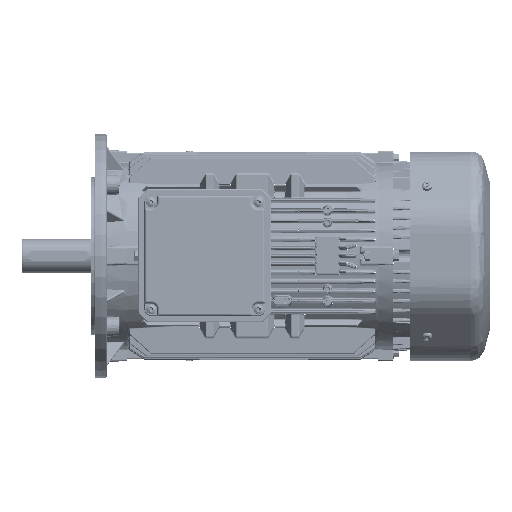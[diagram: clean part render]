
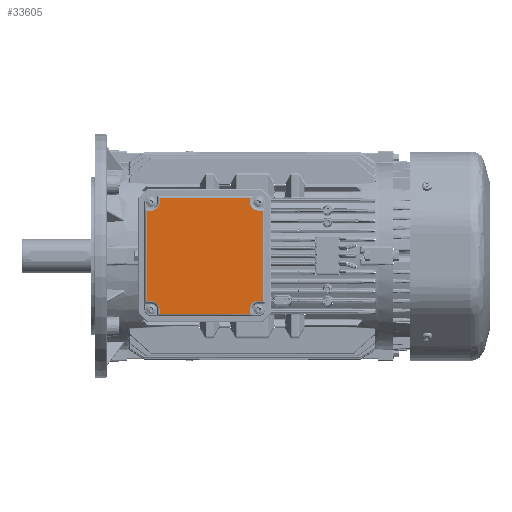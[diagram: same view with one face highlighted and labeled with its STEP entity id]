
A CAD part, top view. The second image highlights one B-rep face of the part: STEP entity #33605.
In plain terms, the highlighted planar face has unit normal (0, 0, 1).
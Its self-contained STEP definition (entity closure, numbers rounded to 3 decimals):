
#17484=LINE('',#232426,#23911);
#17485=LINE('',#232439,#23912);
#17486=LINE('',#232444,#23913);
#17487=LINE('',#232446,#23914);
#17488=LINE('',#232448,#23915);
#17489=LINE('',#232452,#23916);
#17490=LINE('',#232453,#23917);
#17491=LINE('',#232457,#23918);
#17492=LINE('',#232459,#23919);
#17493=LINE('',#232461,#23920);
#17494=LINE('',#232465,#23921);
#17495=LINE('',#232467,#23922);
#23911=VECTOR('',#152929,1.);
#23912=VECTOR('',#152932,1.);
#23913=VECTOR('',#152935,1.);
#23914=VECTOR('',#152936,1.);
#23915=VECTOR('',#152937,1.);
#23916=VECTOR('',#152940,1.);
#23917=VECTOR('',#152941,1.);
#23918=VECTOR('',#152944,1.);
#23919=VECTOR('',#152945,1.);
#23920=VECTOR('',#152946,1.);
#23921=VECTOR('',#152949,1.);
#23922=VECTOR('',#152950,1.);
#33605=ADVANCED_FACE('',(#41653),#35618,.T.);
#35618=PLANE('',#127291);
#41653=FACE_OUTER_BOUND('',#48370,.T.);
#48370=EDGE_LOOP('',(#77398,#77399,#77400,#77401,#77402,#77403,#77404,#77405,
#77406,#77407,#77408,#77409,#77410,#77411,#77412,#77413));
#77398=ORIENTED_EDGE('',*,*,#110839,.T.);
#77399=ORIENTED_EDGE('',*,*,#110840,.T.);
#77400=ORIENTED_EDGE('',*,*,#110841,.T.);
#77401=ORIENTED_EDGE('',*,*,#110842,.T.);
#77402=ORIENTED_EDGE('',*,*,#110843,.T.);
#77403=ORIENTED_EDGE('',*,*,#110844,.T.);
#77404=ORIENTED_EDGE('',*,*,#110845,.T.);
#77405=ORIENTED_EDGE('',*,*,#110837,.T.);
#77406=ORIENTED_EDGE('',*,*,#110846,.T.);
#77407=ORIENTED_EDGE('',*,*,#110847,.T.);
#77408=ORIENTED_EDGE('',*,*,#110848,.T.);
#77409=ORIENTED_EDGE('',*,*,#110849,.T.);
#77410=ORIENTED_EDGE('',*,*,#110850,.T.);
#77411=ORIENTED_EDGE('',*,*,#110851,.T.);
#77412=ORIENTED_EDGE('',*,*,#110852,.T.);
#77413=ORIENTED_EDGE('',*,*,#110853,.T.);
#92144=VERTEX_POINT('',#232425);
#92145=VERTEX_POINT('',#232427);
#92146=VERTEX_POINT('',#232440);
#92147=VERTEX_POINT('',#232441);
#92148=VERTEX_POINT('',#232443);
#92149=VERTEX_POINT('',#232445);
#92150=VERTEX_POINT('',#232447);
#92151=VERTEX_POINT('',#232449);
#92152=VERTEX_POINT('',#232451);
#92153=VERTEX_POINT('',#232454);
#92154=VERTEX_POINT('',#232456);
#92155=VERTEX_POINT('',#232458);
#92156=VERTEX_POINT('',#232460);
#92157=VERTEX_POINT('',#232462);
#92158=VERTEX_POINT('',#232464);
#92159=VERTEX_POINT('',#232466);
#110837=EDGE_CURVE('',#92145,#92144,#17484,.T.);
#110839=EDGE_CURVE('',#92146,#92147,#17485,.T.);
#110840=EDGE_CURVE('',#92147,#92148,#117019,.T.);
#110841=EDGE_CURVE('',#92148,#92149,#17486,.T.);
#110842=EDGE_CURVE('',#92149,#92150,#17487,.T.);
#110843=EDGE_CURVE('',#92150,#92151,#17488,.T.);
#110844=EDGE_CURVE('',#92151,#92152,#117020,.T.);
#110845=EDGE_CURVE('',#92152,#92145,#17489,.T.);
#110846=EDGE_CURVE('',#92144,#92153,#17490,.T.);
#110847=EDGE_CURVE('',#92153,#92154,#117021,.T.);
#110848=EDGE_CURVE('',#92154,#92155,#17491,.T.);
#110849=EDGE_CURVE('',#92155,#92156,#17492,.T.);
#110850=EDGE_CURVE('',#92156,#92157,#17493,.T.);
#110851=EDGE_CURVE('',#92157,#92158,#117022,.T.);
#110852=EDGE_CURVE('',#92158,#92159,#17494,.T.);
#110853=EDGE_CURVE('',#92159,#92146,#17495,.T.);
#117019=CIRCLE('',#127287,7.);
#117020=CIRCLE('',#127288,7.);
#117021=CIRCLE('',#127289,7.);
#117022=CIRCLE('',#127290,7.);
#127287=AXIS2_PLACEMENT_3D('',#232442,#152933,#152934);
#127288=AXIS2_PLACEMENT_3D('',#232450,#152938,#152939);
#127289=AXIS2_PLACEMENT_3D('',#232455,#152942,#152943);
#127290=AXIS2_PLACEMENT_3D('',#232463,#152947,#152948);
#127291=AXIS2_PLACEMENT_3D('',#232468,#152951,#152952);
#152929=DIRECTION('',(0.,1.,0.));
#152932=DIRECTION('',(1.,0.,0.));
#152933=DIRECTION('',(0.,0.,-1.));
#152934=DIRECTION('',(-1.,0.,0.));
#152935=DIRECTION('',(0.,-1.,0.));
#152936=DIRECTION('',(1.,0.,0.));
#152937=DIRECTION('',(0.,1.,0.));
#152938=DIRECTION('',(0.,0.,-1.));
#152939=DIRECTION('',(-1.,0.,0.));
#152940=DIRECTION('',(1.,0.,0.));
#152941=DIRECTION('',(-1.,0.,0.));
#152942=DIRECTION('',(0.,0.,-1.));
#152943=DIRECTION('',(-1.,0.,0.));
#152944=DIRECTION('',(0.,1.,0.));
#152945=DIRECTION('',(-1.,0.,0.));
#152946=DIRECTION('',(0.,-1.,0.));
#152947=DIRECTION('',(0.,0.,-1.));
#152948=DIRECTION('',(-1.,0.,0.));
#152949=DIRECTION('',(-1.,0.,0.));
#152950=DIRECTION('',(0.,-1.,0.));
#152951=DIRECTION('',(0.,0.,1.));
#152952=DIRECTION('',(1.,0.,0.));
#232425=CARTESIAN_POINT('',(115.,37.,133.05));
#232426=CARTESIAN_POINT('',(115.,39.,133.05));
#232427=CARTESIAN_POINT('',(115.,-37.,133.05));
#232439=CARTESIAN_POINT('',(23.5,-37.,133.05));
#232440=CARTESIAN_POINT('',(20.,-37.,133.05));
#232441=CARTESIAN_POINT('',(23.5,-37.,133.05));
#232442=CARTESIAN_POINT('',(23.5,-44.,133.05));
#232443=CARTESIAN_POINT('',(30.5,-44.,133.05));
#232444=CARTESIAN_POINT('',(30.5,-49.5,133.05));
#232445=CARTESIAN_POINT('',(30.5,-47.5,133.05));
#232446=CARTESIAN_POINT('',(106.5,-47.5,133.05));
#232447=CARTESIAN_POINT('',(104.5,-47.5,133.05));
#232448=CARTESIAN_POINT('',(104.5,-44.,133.05));
#232449=CARTESIAN_POINT('',(104.5,-44.,133.05));
#232450=CARTESIAN_POINT('',(111.5,-44.,133.05));
#232451=CARTESIAN_POINT('',(111.5,-37.,133.05));
#232452=CARTESIAN_POINT('',(117.,-37.,133.05));
#232453=CARTESIAN_POINT('',(111.5,37.,133.05));
#232454=CARTESIAN_POINT('',(111.5,37.,133.05));
#232455=CARTESIAN_POINT('',(111.5,44.,133.05));
#232456=CARTESIAN_POINT('',(104.5,44.,133.05));
#232457=CARTESIAN_POINT('',(104.5,49.5,133.05));
#232458=CARTESIAN_POINT('',(104.5,47.5,133.05));
#232459=CARTESIAN_POINT('',(28.5,47.5,133.05));
#232460=CARTESIAN_POINT('',(30.5,47.5,133.05));
#232461=CARTESIAN_POINT('',(30.5,44.,133.05));
#232462=CARTESIAN_POINT('',(30.5,44.,133.05));
#232463=CARTESIAN_POINT('',(23.5,44.,133.05));
#232464=CARTESIAN_POINT('',(23.5,37.,133.05));
#232465=CARTESIAN_POINT('',(18.,37.,133.05));
#232466=CARTESIAN_POINT('',(20.,37.,133.05));
#232467=CARTESIAN_POINT('',(20.,-39.,133.05));
#232468=CARTESIAN_POINT('',(23.5,-44.,133.05));
